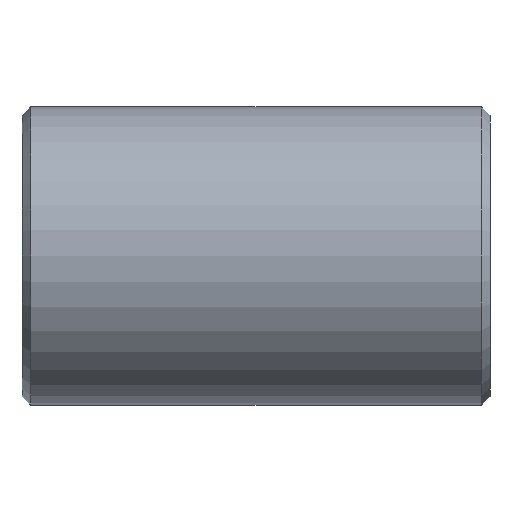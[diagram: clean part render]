
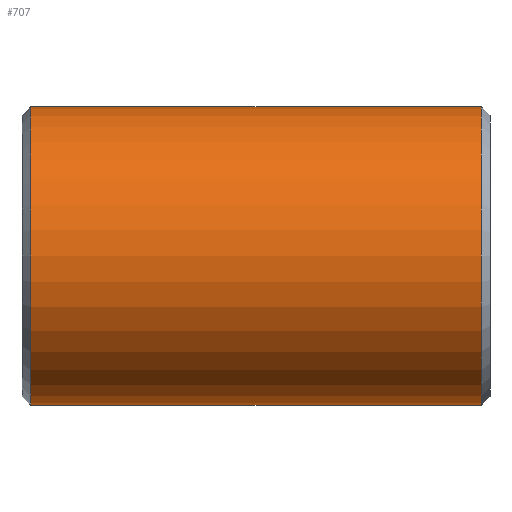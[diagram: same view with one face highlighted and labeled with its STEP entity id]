
A CAD part, front view. The second image highlights one B-rep face of the part: STEP entity #707.
In plain terms, the highlighted cylindrical face has radius 161.925 mm (diameter 323.85 mm), a partial arc.
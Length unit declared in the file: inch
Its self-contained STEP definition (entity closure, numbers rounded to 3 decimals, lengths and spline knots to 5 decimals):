
#2 = CARTESIAN_POINT ( 'NONE',  ( 10., 0., 0. ) ) ;
#15 = EDGE_CURVE ( 'NONE', #644, #256, #689, .T. ) ;
#21 = CARTESIAN_POINT ( 'NONE',  ( 9.625, 0., 0. ) ) ;
#38 = AXIS2_PLACEMENT_3D ( 'NONE', #2, #201, #525 ) ;
#42 = EDGE_CURVE ( 'NONE', #716, #256, #147, .T. ) ;
#51 = EDGE_LOOP ( 'NONE', ( #304, #563, #728, #533 ) ) ;
#65 = CARTESIAN_POINT ( 'NONE',  ( 10., 0., 6.375 ) ) ;
#80 = DIRECTION ( 'NONE',  ( -1., 0., 0. ) ) ;
#96 = VECTOR ( 'NONE', #336, 39.37008 ) ;
#109 = FACE_OUTER_BOUND ( 'NONE', #51, .T. ) ;
#133 = CYLINDRICAL_SURFACE ( 'NONE', #38, 6.375 ) ;
#147 = LINE ( 'NONE', #672, #396 ) ;
#181 = VERTEX_POINT ( 'NONE', #435 ) ;
#201 = DIRECTION ( 'NONE',  ( -1., 0., 0. ) ) ;
#228 = CARTESIAN_POINT ( 'NONE',  ( -9.625, 0., -6.375 ) ) ;
#250 = CIRCLE ( 'NONE', #651, 6.375 ) ;
#256 = VERTEX_POINT ( 'NONE', #228 ) ;
#260 = EDGE_CURVE ( 'NONE', #716, #181, #250, .T. ) ;
#303 = DIRECTION ( 'NONE',  ( -1., 0., 0. ) ) ;
#304 = ORIENTED_EDGE ( 'NONE', *, *, #42, .F. ) ;
#336 = DIRECTION ( 'NONE',  ( -1., 0., 0. ) ) ;
#354 = AXIS2_PLACEMENT_3D ( 'NONE', #415, #799, #603 ) ;
#362 = DIRECTION ( 'NONE',  ( 0., 0., -1. ) ) ;
#396 = VECTOR ( 'NONE', #80, 39.37008 ) ;
#415 = CARTESIAN_POINT ( 'NONE',  ( -9.625, 0., 0. ) ) ;
#435 = CARTESIAN_POINT ( 'NONE',  ( 9.625, 0., 6.375 ) ) ;
#525 = DIRECTION ( 'NONE',  ( 0., 0., 1. ) ) ;
#533 = ORIENTED_EDGE ( 'NONE', *, *, #15, .T. ) ;
#563 = ORIENTED_EDGE ( 'NONE', *, *, #260, .T. ) ;
#603 = DIRECTION ( 'NONE',  ( 0., 0., 1. ) ) ;
#644 = VERTEX_POINT ( 'NONE', #692 ) ;
#651 = AXIS2_PLACEMENT_3D ( 'NONE', #21, #303, #362 ) ;
#653 = LINE ( 'NONE', #65, #96 ) ;
#672 = CARTESIAN_POINT ( 'NONE',  ( 10., 0., -6.375 ) ) ;
#689 = CIRCLE ( 'NONE', #354, 6.375 ) ;
#692 = CARTESIAN_POINT ( 'NONE',  ( -9.625, 0., 6.375 ) ) ;
#707 = ADVANCED_FACE ( 'NONE', ( #109 ), #133, .T. ) ;
#716 = VERTEX_POINT ( 'NONE', #786 ) ;
#728 = ORIENTED_EDGE ( 'NONE', *, *, #746, .T. ) ;
#746 = EDGE_CURVE ( 'NONE', #181, #644, #653, .T. ) ;
#786 = CARTESIAN_POINT ( 'NONE',  ( 9.625, 0., -6.375 ) ) ;
#799 = DIRECTION ( 'NONE',  ( 1., 0., 0. ) ) ;
